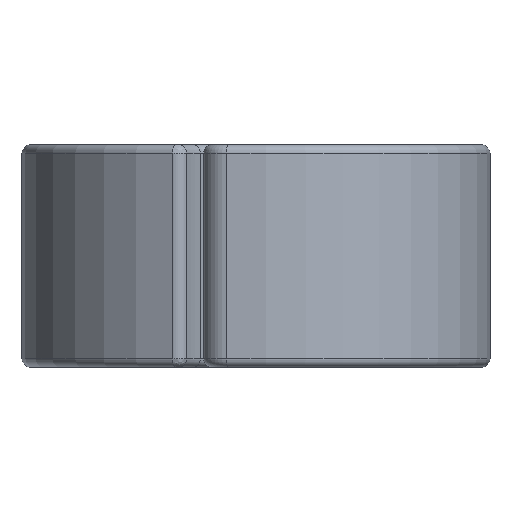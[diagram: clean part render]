
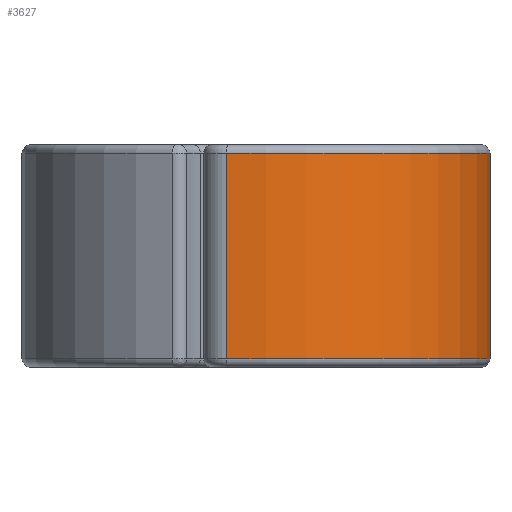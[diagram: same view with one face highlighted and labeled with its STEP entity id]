
A CAD part, left-side view. The second image highlights one B-rep face of the part: STEP entity #3627.
In plain terms, the highlighted cylindrical face has radius 21 mm (diameter 42 mm), a partial arc.
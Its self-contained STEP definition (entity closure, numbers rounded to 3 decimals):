
#201=CYLINDRICAL_SURFACE('',#4074,21.);
#308=CIRCLE('',#3887,21.);
#395=CIRCLE('',#4018,21.);
#716=FACE_OUTER_BOUND('',#962,.T.);
#962=EDGE_LOOP('',(#2968,#2969,#2970,#2971));
#1186=LINE('',#6576,#1374);
#1209=LINE('',#6634,#1397);
#1374=VECTOR('',#4980,10.);
#1397=VECTOR('',#5047,10.);
#1553=VERTEX_POINT('',#6117);
#1555=VERTEX_POINT('',#6123);
#1625=VERTEX_POINT('',#6490);
#1627=VERTEX_POINT('',#6495);
#1922=EDGE_CURVE('',#1555,#1553,#308,.T.);
#2044=EDGE_CURVE('',#1627,#1625,#395,.T.);
#2081=EDGE_CURVE('',#1555,#1625,#1186,.T.);
#2109=EDGE_CURVE('',#1627,#1553,#1209,.T.);
#2968=ORIENTED_EDGE('',*,*,#1922,.F.);
#2969=ORIENTED_EDGE('',*,*,#2081,.T.);
#2970=ORIENTED_EDGE('',*,*,#2044,.F.);
#2971=ORIENTED_EDGE('',*,*,#2109,.T.);
#3627=ADVANCED_FACE('',(#716),#201,.T.);
#3887=AXIS2_PLACEMENT_3D('',#6125,#4598,#4599);
#4018=AXIS2_PLACEMENT_3D('',#6497,#4893,#4894);
#4074=AXIS2_PLACEMENT_3D('',#6633,#5045,#5046);
#4598=DIRECTION('center_axis',(0.,0.,-1.));
#4599=DIRECTION('ref_axis',(-0.75,-0.661,0.));
#4893=DIRECTION('center_axis',(0.,0.,1.));
#4894=DIRECTION('ref_axis',(-0.75,-0.661,0.));
#4980=DIRECTION('',(0.,0.,1.));
#5045=DIRECTION('center_axis',(0.,0.,1.));
#5046=DIRECTION('ref_axis',(-0.75,-0.661,0.));
#5047=DIRECTION('',(0.,0.,-1.));
#6117=CARTESIAN_POINT('',(-20.834,2.637,-1.7));
#6123=CARTESIAN_POINT('',(0.,-21.,-1.7));
#6125=CARTESIAN_POINT('Origin',(0.,0.,-1.7));
#6490=CARTESIAN_POINT('',(0.,-21.,16.7));
#6495=CARTESIAN_POINT('',(-20.834,2.637,16.7));
#6497=CARTESIAN_POINT('Origin',(0.,0.,16.7));
#6576=CARTESIAN_POINT('',(0.,-21.,0.));
#6633=CARTESIAN_POINT('Origin',(0.,0.,0.));
#6634=CARTESIAN_POINT('',(-20.834,2.637,15.));
